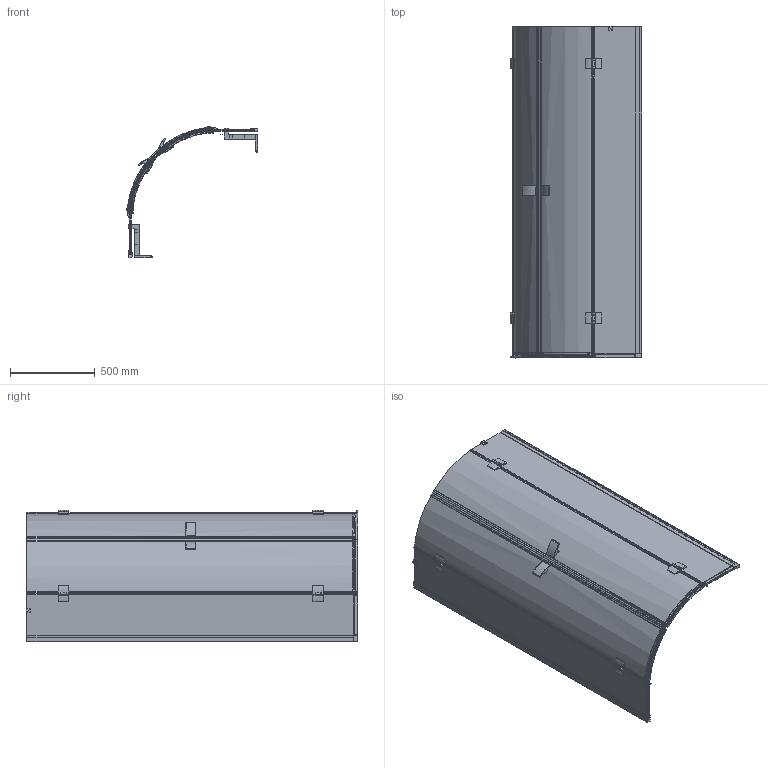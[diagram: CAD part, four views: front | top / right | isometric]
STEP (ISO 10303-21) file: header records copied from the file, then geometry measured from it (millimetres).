
FILE_DESCRIPTION((''),'2;1');
FILE_NAME('AQF82-770X770X1950_ASM','2019-04-28T',('admin'),(''),'PRO/ENGINEER BY PARAMETRIC TECHNOLOGY CORPORATION, 2010280','PRO/ENGINEER BY PARAMETRIC TECHNOLOGY CORPORATION, 2010280','');
FILE_SCHEMA(('CONFIG_CONTROL_DESIGN','SHAPE_APPEARANCE_LAYERS_GROUPS'));
Products named in the file (48): GB-8X273X1932; CC293X1926; CC303-1926; ID414-1926; CC293-CC303-ID414-R_ASM; CC308; AC680X257; CA250; CG293; CG292-3; CA250-155_ASM; CC299; AQF82-GB-R_ASM; AC227; AC228; AC187; AC307; MC364_AF0; MC223-MC364_ASM; AC225-AQF92_ASM; AQF92HB-6X348X1932; AC132-1932; AC371-372; AC375; DC281-311; NC791_11; NC792_13; NC790_ASM_12_ASM; NC790_ASM_ASM; AC838-350; SC043-306; DC402-1950-L; AQF92-HB-R_ASM; CC307; CG292-2; CA250-155-L_ASM; CC293-CC303-ID414-L_ASM; AQF82-GB-L_ASM; AC372; AC376 ...
Assembly tree (70 placements, depth 5):
  AQF82-770X770X1950_ASM
    AQF82-GB-R_ASM
      GB-8X273X1932
      CC293-CC303-ID414-R_ASM
        CC293X1926
        CC303-1926
        ID414-1926
      CC308
      AC680X257
      CA250-155_ASM
        CA250
        CG293
        CG292-3
      CC299
    AC225-AQF92_ASM  x4
      AC227
      AC228
      AC187
      AC307
      MC223-MC364_ASM
        MC364_AF0
    AQF92-HB-R_ASM
      AQF92HB-6X348X1932
      AC132-1932
      AC371-372
      AC375
      DC281-311
      NC790_ASM_ASM
        NC790_ASM_12_ASM
          NC791_11
          NC792_13
      AC838-350
      SC043-306
      DC402-1950-L
    AQF82-GB-L_ASM
      GB-8X273X1932
      CC307
      CA250-155-L_ASM
        CA250
        CG293
        CG292-2
      CC299
      CC293-CC303-ID414-L_ASM
        CC293X1926
        CC303-1926
        ID414-1926
      AC680X257
    AQF82-HB-L_ASM
      AQF92HB-6X348X1932
      AC132-1932
      AC372
      AC376
      DC281-311
      AC838-350
      NC790_ASM_ASM
        NC790_ASM_12_ASM
          NC791_11
          NC792_13
      SC043-306
      DC402-1950-R
Bounding box: 776.12 x 1955.12 x 776.51 mm (x, y, z)
Volume: 19504728.5 mm3; surface area: 7119792.5 mm2
Topology: 85 solids, 93 shells, 2529 faces, 6177 edges, 3841 vertices
Faces by surface type: cylinder 854, plane 726, bspline 401, torus 354, cone 102, sphere 48, revolution 34, extrusion 10
Entity records: 75427 total; most frequent: CARTESIAN_POINT 28837, ORIENTED_EDGE 7740, DIRECTION 6756, EDGE_CURVE 3882, PRESENTATION_STYLE_ASSIGNMENT 3552, STYLED_ITEM 3552, CURVE_STYLE 3514, AXIS2_PLACEMENT_3D 2595
